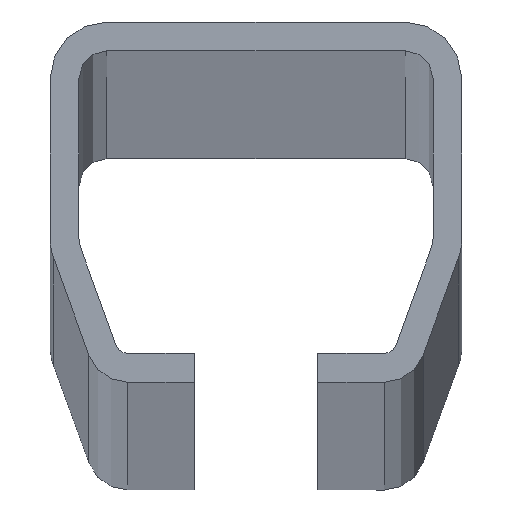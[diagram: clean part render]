
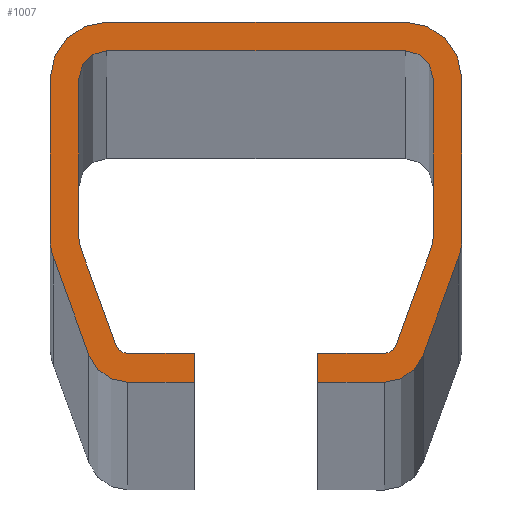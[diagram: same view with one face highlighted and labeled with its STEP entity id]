
A CAD part, top view. The second image highlights one B-rep face of the part: STEP entity #1007.
In plain terms, the highlighted planar face has unit normal (0, 0, 1).
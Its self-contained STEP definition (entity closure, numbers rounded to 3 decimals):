
#49=CARTESIAN_POINT('',(120.668,153.121,6000.0));
#50=VERTEX_POINT('',#49);
#51=CARTESIAN_POINT('',(117.226,143.664,6000.0));
#52=VERTEX_POINT('',#51);
#53=CARTESIAN_POINT('',(120.668,153.121,6000.0));
#54=DIRECTION('',(-0.342,-0.94,0.0));
#55=VECTOR('',#54,10.064);
#56=LINE('',#53,#55);
#57=EDGE_CURVE('',#50,#52,#56,.T.);
#89=CARTESIAN_POINT('',(113.468,141.032,6000.0));
#90=VERTEX_POINT('',#89);
#91=CARTESIAN_POINT('',(113.468,145.032,6000.0));
#92=DIRECTION('',(0.0,0.0,-1.0));
#93=DIRECTION('',(0.0,-1.0,0.0));
#94=AXIS2_PLACEMENT_3D('',#91,#92,#93);
#95=CIRCLE('',#94,4.0);
#96=EDGE_CURVE('',#52,#90,#95,.T.);
#122=CARTESIAN_POINT('',(107.,141.032,6000.0));
#123=VERTEX_POINT('',#122);
#124=CARTESIAN_POINT('',(113.468,141.032,6000.0));
#125=DIRECTION('',(-1.0,0.0,0.0));
#126=VECTOR('',#125,6.468);
#127=LINE('',#124,#126);
#128=EDGE_CURVE('',#90,#123,#127,.T.);
#153=CARTESIAN_POINT('',(107.,143.832,6000.0));
#154=VERTEX_POINT('',#153);
#155=CARTESIAN_POINT('',(107.,141.032,6000.0));
#156=DIRECTION('',(0.0,1.0,0.0));
#157=VECTOR('',#156,2.8);
#158=LINE('',#155,#157);
#159=EDGE_CURVE('',#123,#154,#158,.T.);
#184=CARTESIAN_POINT('',(113.468,143.832,6000.0));
#185=VERTEX_POINT('',#184);
#186=CARTESIAN_POINT('',(107.,143.832,6000.0));
#187=DIRECTION('',(1.0,0.0,0.0));
#188=VECTOR('',#187,6.468);
#189=LINE('',#186,#188);
#190=EDGE_CURVE('',#154,#185,#189,.T.);
#215=CARTESIAN_POINT('',(114.595,144.622,6000.0));
#216=VERTEX_POINT('',#215);
#217=CARTESIAN_POINT('',(113.468,145.032,6000.0));
#218=DIRECTION('',(0.0,0.0,1.0));
#219=DIRECTION('',(0.0,1.0,0.0));
#220=AXIS2_PLACEMENT_3D('',#217,#218,#219);
#221=CIRCLE('',#220,1.2);
#222=EDGE_CURVE('',#185,#216,#221,.T.);
#248=CARTESIAN_POINT('',(118.037,154.079,6000.0));
#249=VERTEX_POINT('',#248);
#250=CARTESIAN_POINT('',(114.595,144.622,6000.0));
#251=DIRECTION('',(0.342,0.94,0.0));
#252=VECTOR('',#251,10.064);
#253=LINE('',#250,#252);
#254=EDGE_CURVE('',#216,#249,#253,.T.);
#279=CARTESIAN_POINT('',(118.2,155.002,6000.0));
#280=VERTEX_POINT('',#279);
#281=CARTESIAN_POINT('',(115.5,155.002,6000.0));
#282=DIRECTION('',(0.0,0.0,1.));
#283=DIRECTION('',(-0.94,0.342,0.0));
#284=AXIS2_PLACEMENT_3D('',#281,#282,#283);
#285=CIRCLE('',#284,2.7);
#286=EDGE_CURVE('',#249,#280,#285,.T.);
#312=CARTESIAN_POINT('',(118.2,170.532,6000.0));
#313=VERTEX_POINT('',#312);
#314=CARTESIAN_POINT('',(118.2,155.002,6000.0));
#315=DIRECTION('',(0.0,1.0,0.0));
#316=VECTOR('',#315,15.53);
#317=LINE('',#314,#316);
#318=EDGE_CURVE('',#280,#313,#317,.T.);
#343=CARTESIAN_POINT('',(115.5,173.232,6000.0));
#344=VERTEX_POINT('',#343);
#345=CARTESIAN_POINT('',(115.5,170.532,6000.0));
#346=DIRECTION('',(0.0,0.0,1.0));
#347=DIRECTION('',(-1.0,0.0,0.0));
#348=AXIS2_PLACEMENT_3D('',#345,#346,#347);
#349=CIRCLE('',#348,2.7);
#350=EDGE_CURVE('',#313,#344,#349,.T.);
#376=CARTESIAN_POINT('',(86.5,173.232,6000.0));
#377=VERTEX_POINT('',#376);
#378=CARTESIAN_POINT('',(115.5,173.232,6000.0));
#379=DIRECTION('',(-1.0,0.0,0.0));
#380=VECTOR('',#379,29.0);
#381=LINE('',#378,#380);
#382=EDGE_CURVE('',#344,#377,#381,.T.);
#407=CARTESIAN_POINT('',(83.8,170.532,6000.0));
#408=VERTEX_POINT('',#407);
#409=CARTESIAN_POINT('',(86.5,170.532,6000.0));
#410=DIRECTION('',(0.0,0.0,1.0));
#411=DIRECTION('',(0.0,-1.0,0.0));
#412=AXIS2_PLACEMENT_3D('',#409,#410,#411);
#413=CIRCLE('',#412,2.7);
#414=EDGE_CURVE('',#377,#408,#413,.T.);
#440=CARTESIAN_POINT('',(83.8,155.002,6000.0));
#441=VERTEX_POINT('',#440);
#442=CARTESIAN_POINT('',(83.8,170.532,6000.0));
#443=DIRECTION('',(0.0,-1.0,0.0));
#444=VECTOR('',#443,15.53);
#445=LINE('',#442,#444);
#446=EDGE_CURVE('',#408,#441,#445,.T.);
#471=CARTESIAN_POINT('',(83.963,154.079,6000.0));
#472=VERTEX_POINT('',#471);
#473=CARTESIAN_POINT('',(86.5,155.002,6000.0));
#474=DIRECTION('',(0.0,0.0,1.0));
#475=DIRECTION('',(1.0,0.0,0.0));
#476=AXIS2_PLACEMENT_3D('',#473,#474,#475);
#477=CIRCLE('',#476,2.7);
#478=EDGE_CURVE('',#441,#472,#477,.T.);
#504=CARTESIAN_POINT('',(87.405,144.622,6000.0));
#505=VERTEX_POINT('',#504);
#506=CARTESIAN_POINT('',(83.963,154.079,6000.0));
#507=DIRECTION('',(0.342,-0.94,0.0));
#508=VECTOR('',#507,10.064);
#509=LINE('',#506,#508);
#510=EDGE_CURVE('',#472,#505,#509,.T.);
#535=CARTESIAN_POINT('',(88.532,143.832,6000.0));
#536=VERTEX_POINT('',#535);
#537=CARTESIAN_POINT('',(88.532,145.032,6000.0));
#538=DIRECTION('',(0.0,0.0,1.));
#539=DIRECTION('',(0.94,0.342,0.0));
#540=AXIS2_PLACEMENT_3D('',#537,#538,#539);
#541=CIRCLE('',#540,1.2);
#542=EDGE_CURVE('',#505,#536,#541,.T.);
#568=CARTESIAN_POINT('',(95.,143.832,6000.0));
#569=VERTEX_POINT('',#568);
#570=CARTESIAN_POINT('',(88.532,143.832,6000.0));
#571=DIRECTION('',(1.0,0.0,0.0));
#572=VECTOR('',#571,6.468);
#573=LINE('',#570,#572);
#574=EDGE_CURVE('',#536,#569,#573,.T.);
#599=CARTESIAN_POINT('',(95.,141.032,6000.0));
#600=VERTEX_POINT('',#599);
#601=CARTESIAN_POINT('',(95.,143.832,6000.0));
#602=DIRECTION('',(0.0,-1.0,0.0));
#603=VECTOR('',#602,2.8);
#604=LINE('',#601,#603);
#605=EDGE_CURVE('',#569,#600,#604,.T.);
#630=CARTESIAN_POINT('',(88.532,141.032,6000.0));
#631=VERTEX_POINT('',#630);
#632=CARTESIAN_POINT('',(95.,141.032,6000.0));
#633=DIRECTION('',(-1.0,0.0,0.0));
#634=VECTOR('',#633,6.468);
#635=LINE('',#632,#634);
#636=EDGE_CURVE('',#600,#631,#635,.T.);
#661=CARTESIAN_POINT('',(84.774,143.664,6000.0));
#662=VERTEX_POINT('',#661);
#663=CARTESIAN_POINT('',(88.532,145.032,6000.0));
#664=DIRECTION('',(0.0,0.0,-1.));
#665=DIRECTION('',(-0.94,-0.342,0.0));
#666=AXIS2_PLACEMENT_3D('',#663,#664,#665);
#667=CIRCLE('',#666,4.0);
#668=EDGE_CURVE('',#631,#662,#667,.T.);
#694=CARTESIAN_POINT('',(81.332,153.121,6000.0));
#695=VERTEX_POINT('',#694);
#696=CARTESIAN_POINT('',(84.774,143.664,6000.0));
#697=DIRECTION('',(-0.342,0.94,0.0));
#698=VECTOR('',#697,10.064);
#699=LINE('',#696,#698);
#700=EDGE_CURVE('',#662,#695,#699,.T.);
#725=CARTESIAN_POINT('',(81.,155.002,6000.0));
#726=VERTEX_POINT('',#725);
#727=CARTESIAN_POINT('',(86.5,155.002,6000.0));
#728=DIRECTION('',(0.0,0.0,-1.0));
#729=DIRECTION('',(-1.0,0.0,0.0));
#730=AXIS2_PLACEMENT_3D('',#727,#728,#729);
#731=CIRCLE('',#730,5.5);
#732=EDGE_CURVE('',#695,#726,#731,.T.);
#758=CARTESIAN_POINT('',(81.,170.532,6000.0));
#759=VERTEX_POINT('',#758);
#760=CARTESIAN_POINT('',(81.,155.002,6000.0));
#761=DIRECTION('',(0.0,1.0,0.0));
#762=VECTOR('',#761,15.53);
#763=LINE('',#760,#762);
#764=EDGE_CURVE('',#726,#759,#763,.T.);
#789=CARTESIAN_POINT('',(86.5,176.032,6000.0));
#790=VERTEX_POINT('',#789);
#791=CARTESIAN_POINT('',(86.5,170.532,6000.0));
#792=DIRECTION('',(0.0,0.0,-1.0));
#793=DIRECTION('',(0.0,1.0,0.0));
#794=AXIS2_PLACEMENT_3D('',#791,#792,#793);
#795=CIRCLE('',#794,5.5);
#796=EDGE_CURVE('',#759,#790,#795,.T.);
#822=CARTESIAN_POINT('',(115.5,176.032,6000.0));
#823=VERTEX_POINT('',#822);
#824=CARTESIAN_POINT('',(86.5,176.032,6000.0));
#825=DIRECTION('',(1.0,0.0,0.0));
#826=VECTOR('',#825,29.0);
#827=LINE('',#824,#826);
#828=EDGE_CURVE('',#790,#823,#827,.T.);
#853=CARTESIAN_POINT('',(121.,170.532,6000.0));
#854=VERTEX_POINT('',#853);
#855=CARTESIAN_POINT('',(115.5,170.532,6000.0));
#856=DIRECTION('',(0.0,0.0,-1.0));
#857=DIRECTION('',(1.0,0.0,0.0));
#858=AXIS2_PLACEMENT_3D('',#855,#856,#857);
#859=CIRCLE('',#858,5.5);
#860=EDGE_CURVE('',#823,#854,#859,.T.);
#886=CARTESIAN_POINT('',(121.,155.002,6000.0));
#887=VERTEX_POINT('',#886);
#888=CARTESIAN_POINT('',(121.,170.532,6000.0));
#889=DIRECTION('',(0.0,-1.0,0.0));
#890=VECTOR('',#889,15.53);
#891=LINE('',#888,#890);
#892=EDGE_CURVE('',#854,#887,#891,.T.);
#917=CARTESIAN_POINT('',(115.5,155.002,6000.0));
#918=DIRECTION('',(0.0,0.0,-1.0));
#919=DIRECTION('',(0.94,-0.342,0.0));
#920=AXIS2_PLACEMENT_3D('',#917,#918,#919);
#921=CIRCLE('',#920,5.5);
#922=EDGE_CURVE('',#887,#50,#921,.T.);
#972=CARTESIAN_POINT('',(101.0,160.461,6000.0));
#973=DIRECTION('',(0.0,0.0,1.0));
#974=DIRECTION('',(1.0,0.0,0.0));
#975=AXIS2_PLACEMENT_3D('',#972,#973,#974);
#976=PLANE('',#975);
#977=ORIENTED_EDGE('',*,*,#57,.F.);
#978=ORIENTED_EDGE('',*,*,#922,.F.);
#979=ORIENTED_EDGE('',*,*,#892,.F.);
#980=ORIENTED_EDGE('',*,*,#860,.F.);
#981=ORIENTED_EDGE('',*,*,#828,.F.);
#982=ORIENTED_EDGE('',*,*,#796,.F.);
#983=ORIENTED_EDGE('',*,*,#764,.F.);
#984=ORIENTED_EDGE('',*,*,#732,.F.);
#985=ORIENTED_EDGE('',*,*,#700,.F.);
#986=ORIENTED_EDGE('',*,*,#668,.F.);
#987=ORIENTED_EDGE('',*,*,#636,.F.);
#988=ORIENTED_EDGE('',*,*,#605,.F.);
#989=ORIENTED_EDGE('',*,*,#574,.F.);
#990=ORIENTED_EDGE('',*,*,#542,.F.);
#991=ORIENTED_EDGE('',*,*,#510,.F.);
#992=ORIENTED_EDGE('',*,*,#478,.F.);
#993=ORIENTED_EDGE('',*,*,#446,.F.);
#994=ORIENTED_EDGE('',*,*,#414,.F.);
#995=ORIENTED_EDGE('',*,*,#382,.F.);
#996=ORIENTED_EDGE('',*,*,#350,.F.);
#997=ORIENTED_EDGE('',*,*,#318,.F.);
#998=ORIENTED_EDGE('',*,*,#286,.F.);
#999=ORIENTED_EDGE('',*,*,#254,.F.);
#1000=ORIENTED_EDGE('',*,*,#222,.F.);
#1001=ORIENTED_EDGE('',*,*,#190,.F.);
#1002=ORIENTED_EDGE('',*,*,#159,.F.);
#1003=ORIENTED_EDGE('',*,*,#128,.F.);
#1004=ORIENTED_EDGE('',*,*,#96,.F.);
#1005=EDGE_LOOP('',(#977,#978,#979,#980,#981,#982,#983,#984,#985,#986,#987,#988,#989,#990,#991,#992,#993,#994,#995,#996,#997,#998,#999,#1000,#1001,#1002,#1003,#1004));
#1006=FACE_OUTER_BOUND('',#1005,.T.);
#1007=ADVANCED_FACE('',(#1006),#976,.T.);
